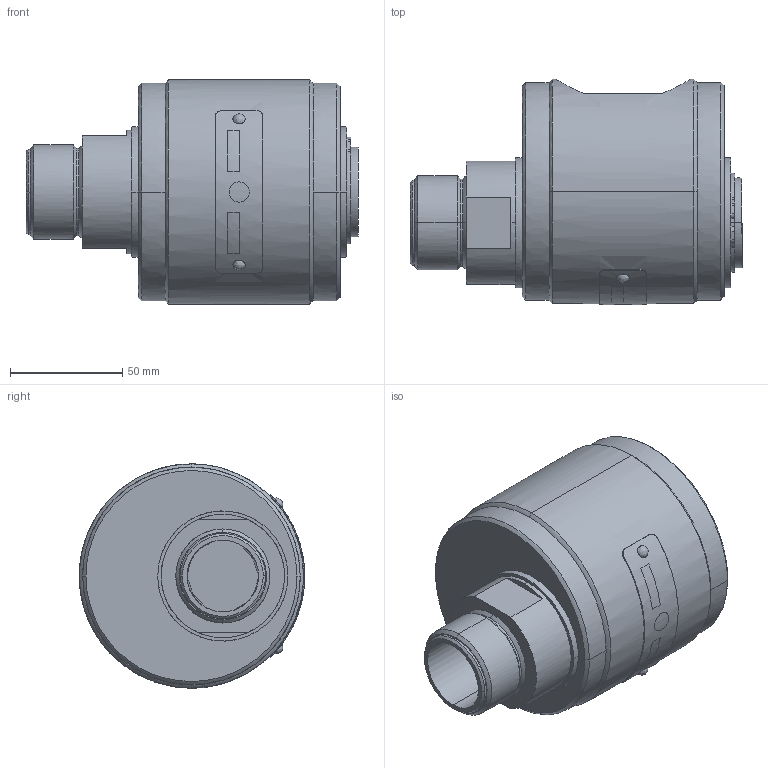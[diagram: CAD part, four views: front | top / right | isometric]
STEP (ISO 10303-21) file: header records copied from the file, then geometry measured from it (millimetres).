
FILE_DESCRIPTION (( 'STEP AP214' ), '1' );
FILE_NAME ('TUR-GSN32.STEP', '2016-08-22T13:09:28', ( '' ), ( '' ), 'SwSTEP 2.0', 'SolidWorks 2016', '' );
FILE_SCHEMA (( 'AUTOMOTIVE_DESIGN' ));
Length unit declared in the file: millimetre
Products named in the file (1): TUR-GSN32
Bounding box: 148 x 100.48 x 100 mm (x, y, z)
Surface area: 89489.7 mm2 (no closed solid volume)
Topology: 0 solids, 10 shells, 116 faces, 306 edges, 204 vertices
Faces by surface type: bspline 90, plane 26
Entity records: 40053 total; most frequent: CARTESIAN_POINT 37842, ORIENTED_EDGE 536, EDGE_CURVE 306, VERTEX_POINT 204, B_SPLINE_CURVE_WITH_KNOTS 187, DIRECTION 173, EDGE_LOOP 137, LINE 119
